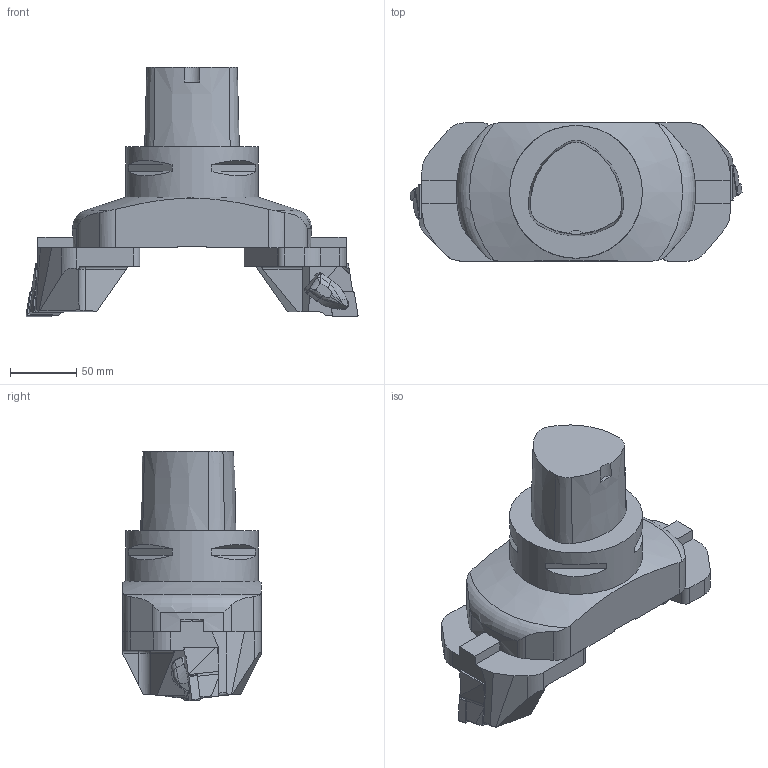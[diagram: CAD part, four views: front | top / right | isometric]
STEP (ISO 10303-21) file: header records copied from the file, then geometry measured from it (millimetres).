
FILE_DESCRIPTION(/* description */ (''),/* implementation_level */ '2;1');
FILE_NAME(/* name */ '1568031898860.stp',/* time_stamp */ '2019-09-09T14:25:05+02:00',/* author */ (''),/* organization */ ('SMS'),/* preprocessor_version */ 'ST-DEVELOPER v16.7',/* originating_system */ 'SIEMENS PLM Software NX 12.0',/* authorisation */ '');
FILE_SCHEMA (('AUTOMOTIVE_DESIGN { 1 0 10303 214 3 1 1 1 }'));
Length unit declared in the file: millimetre
Products named in the file (8): ASSEMBLY_CONSTRUCTION; IsoTurningInsert; 202208244mod000_00; 111169503mod000_01; 111165777mod000_01; 111169283mod000_01; 111164614mod000_01
Assembly tree (9 placements, depth 3):
  111164614mod000_01
    111165777mod000_01
    111169503mod000_01  x2
    111169283mod000_01  x2
      202208244mod000_00
      IsoTurningInsert
      ASSEMBLY_CONSTRUCTION
    ASSEMBLY_CONSTRUCTION
Bounding box: 250 x 104 x 188 mm (x, y, z)
Volume: 1422724.7 mm3; surface area: 140212.8 mm2
Topology: 7 solids, 7 shells, 263 faces, 711 edges, 489 vertices
Faces by surface type: plane 164, cylinder 68, bspline 20, cone 7, torus 4
Full cylindrical faces by diameter (mm): 7.94 x4, 100 x1
Entity records: 6407 total; most frequent: CARTESIAN_POINT 1760, ORIENTED_EDGE 858, DIRECTION 837, EDGE_CURVE 429, AXIS2_PLACEMENT_3D 291, VERTEX_POINT 283, LINE 255, VECTOR 255
